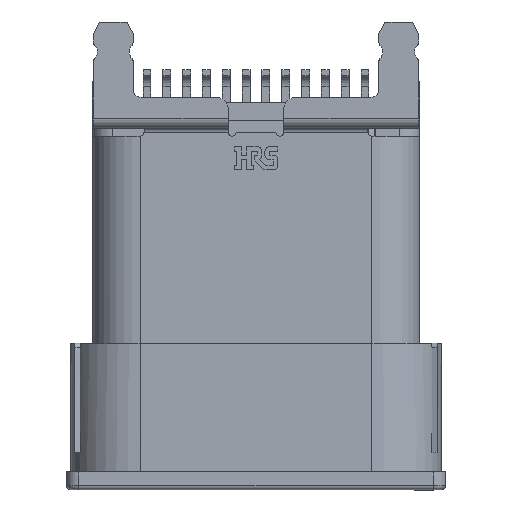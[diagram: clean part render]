
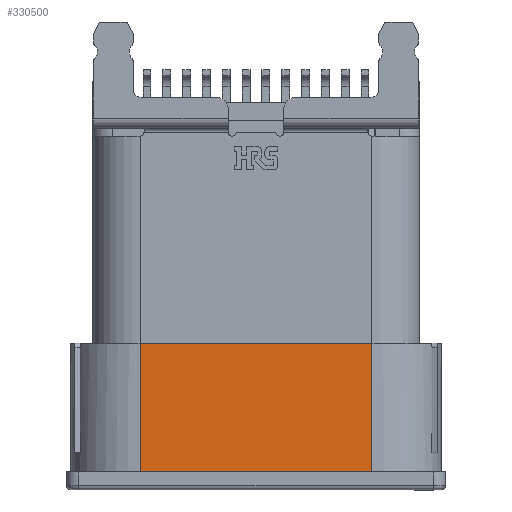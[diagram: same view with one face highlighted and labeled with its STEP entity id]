
A CAD part, top view. The second image highlights one B-rep face of the part: STEP entity #330500.
In plain terms, the highlighted planar face has unit normal (0, 0, 1).
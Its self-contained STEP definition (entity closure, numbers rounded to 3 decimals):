
#276060=CARTESIAN_POINT('',(-2.932,10.725,
-5.775));
#276070=VERTEX_POINT('',#276060);
#276100=CARTESIAN_POINT('',(-2.932,10.725,
-5.775));
#276110=DIRECTION('',(-1.,0.,0.));
#276120=VECTOR('',#276110,1.);
#276130=LINE('',#276100,#276120);
#276140=CARTESIAN_POINT('',(-8.782,10.725,-5.775
));
#276150=VERTEX_POINT('',#276140);
#276160=EDGE_CURVE('',#276070,#276150,#276130,.T.);
#284010=CARTESIAN_POINT('',(-8.782,7.475,-5.775
));
#284020=DIRECTION('',(0.,1.,0.));
#284030=VECTOR('',#284020,1.);
#284040=LINE('',#284010,#284030);
#284050=CARTESIAN_POINT('',(-8.782,7.475,-5.775
));
#284060=VERTEX_POINT('',#284050);
#284070=EDGE_CURVE('',#284060,#276150,#284040,.T.);
#284400=CARTESIAN_POINT('',(-2.932,7.475,-5.775)
);
#284410=DIRECTION('',(-1.,0.,0.));
#284420=VECTOR('',#284410,1.);
#284430=LINE('',#284400,#284420);
#284440=CARTESIAN_POINT('',(-2.932,7.475,-5.775
));
#284450=VERTEX_POINT('',#284440);
#284460=EDGE_CURVE('',#284450,#284060,#284430,.T.);
#299410=CARTESIAN_POINT('',(-2.932,10.725,
-5.775));
#299420=DIRECTION('',(0.,-1.,0.));
#299430=VECTOR('',#299420,1.);
#299440=LINE('',#299410,#299430);
#299450=EDGE_CURVE('',#276070,#284450,#299440,.T.);
#330390=CARTESIAN_POINT('',(-9.077,10.725,
-5.775));
#330400=DIRECTION('',(0.,0.,1.));
#330410=DIRECTION('',(1.,0.,0.));
#330420=AXIS2_PLACEMENT_3D('',#330390,#330400,#330410);
#330430=PLANE('',#330420);
#330440=ORIENTED_EDGE('',*,*,#284070,.F.);
#330450=ORIENTED_EDGE('',*,*,#276160,.T.);
#330460=ORIENTED_EDGE('',*,*,#299450,.F.);
#330470=ORIENTED_EDGE('',*,*,#284460,.F.);
#330480=EDGE_LOOP('',(#330470,#330460,#330450,#330440));
#330490=FACE_OUTER_BOUND('',#330480,.T.);
#330500=ADVANCED_FACE('',(#330490),#330430,.T.);
